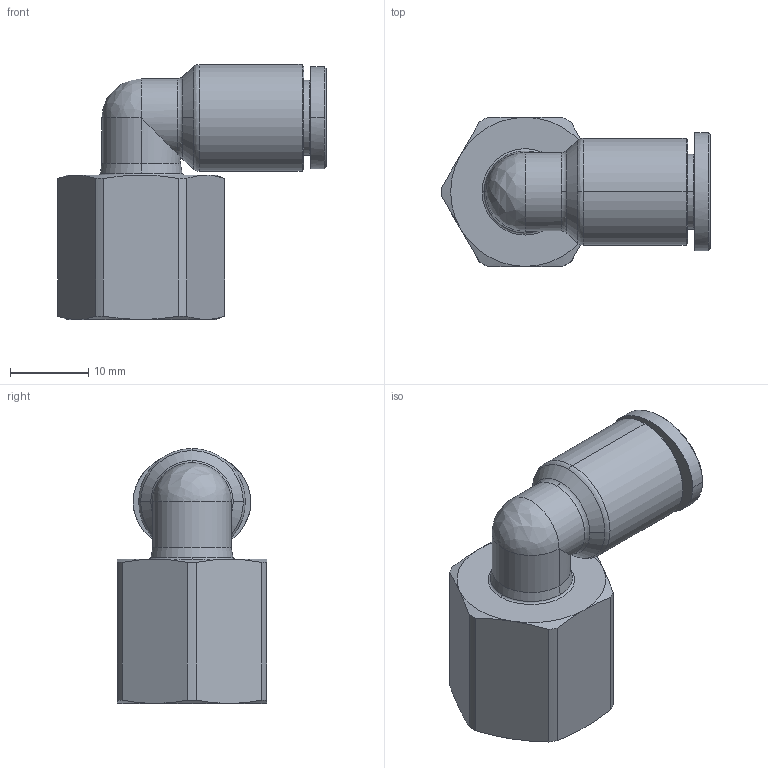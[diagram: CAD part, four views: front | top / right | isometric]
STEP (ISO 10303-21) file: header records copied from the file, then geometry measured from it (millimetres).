
FILE_DESCRIPTION (( 'STEP AP214' ), '1' );
FILE_NAME ('PLF08-G03.stp', '2015-09-24T07:27:33', ( '' ), ( '' ), 'SwSTEP 2.0', 'SolidWorks 2015', '' );
FILE_SCHEMA (( 'AUTOMOTIVE_DESIGN' ));
Length unit declared in the file: millimetre
Products named in the file (2): PLF08-G03; ｦ+ﾃｦ1
Assembly tree (1 placements, depth 2):
  PLF08-G03
    ｦ+ﾃｦ1
Bounding box: 34.25 x 19 x 32.5 mm (x, y, z)
Volume: 5991.3 mm3; surface area: 4215.8 mm2
Topology: 1 solids, 1 shells, 432 faces, 1203 edges, 793 vertices
Faces by surface type: plane 346, bspline 33, cylinder 25, cone 24, torus 4
Entity records: 15136 total; most frequent: CARTESIAN_POINT 3731, ORIENTED_EDGE 2404, DIRECTION 1997, EDGE_CURVE 1202, VECTOR 1009, LINE 1009, VERTEX_POINT 793, AXIS2_PLACEMENT_3D 494
